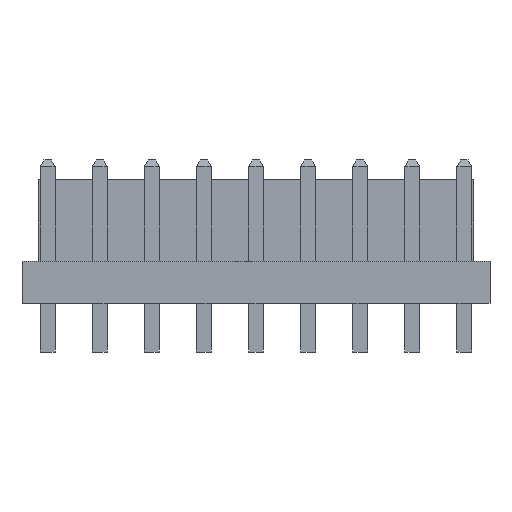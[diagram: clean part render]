
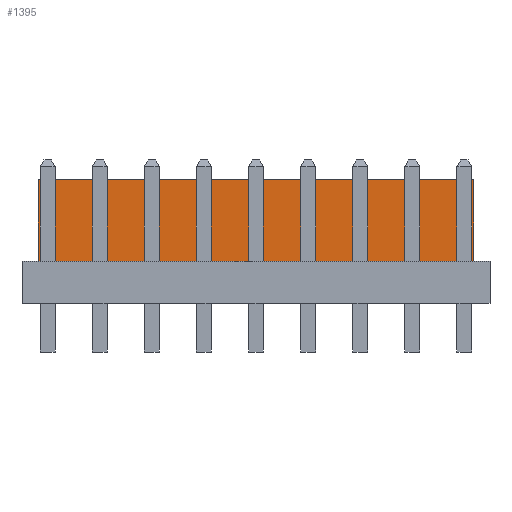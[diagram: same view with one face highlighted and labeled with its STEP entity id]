
A CAD part, front view. The second image highlights one B-rep face of the part: STEP entity #1395.
In plain terms, the highlighted planar face has unit normal (0, -1, 0).
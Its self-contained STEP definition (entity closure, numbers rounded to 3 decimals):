
#376=CARTESIAN_POINT('',(16.54,2.0,9.4));
#377=VERTEX_POINT('',#376);
#394=CARTESIAN_POINT('',(-16.54,2.0,9.4));
#395=VERTEX_POINT('',#394);
#402=CARTESIAN_POINT('',(0.0,2.0,9.4));
#403=DIRECTION('',(-1.0,0.0,0.0));
#404=VECTOR('',#403,1.0);
#405=LINE('',#402,#404);
#406=EDGE_CURVE('n� 1916',#377,#395,#405,.T.);
#1365=CARTESIAN_POINT('',(16.54,2.0,3.2));
#1366=VERTEX_POINT('',#1365);
#1367=CARTESIAN_POINT('',(16.54,2.0,4.7));
#1368=DIRECTION('',(0.,-0.0,1.0));
#1369=VECTOR('',#1368,1.0);
#1370=LINE('',#1367,#1369);
#1371=EDGE_CURVE('n� 1435',#1366,#377,#1370,.T.);
#1372=ORIENTED_EDGE('',*,*,#1371,.T.);
#1373=ORIENTED_EDGE('',*,*,#406,.T.);
#1374=CARTESIAN_POINT('',(-16.54,2.0,3.2));
#1375=VERTEX_POINT('',#1374);
#1376=CARTESIAN_POINT('',(-16.54,2.0,4.7));
#1377=DIRECTION('',(0.,0.0,-1.0));
#1378=VECTOR('',#1377,1.0);
#1379=LINE('',#1376,#1378);
#1380=EDGE_CURVE('n� 1486',#395,#1375,#1379,.T.);
#1381=ORIENTED_EDGE('',*,*,#1380,.T.);
#1382=CARTESIAN_POINT('',(0.0,2.0,3.2));
#1383=DIRECTION('',(-1.0,0.0,0.0));
#1384=VECTOR('',#1383,1.0);
#1385=LINE('',#1382,#1384);
#1386=EDGE_CURVE('n� 1275',#1366,#1375,#1385,.T.);
#1387=ORIENTED_EDGE('',*,*,#1386,.F.);
#1388=EDGE_LOOP('',(#1372,#1373,#1381,#1387));
#1389=FACE_OUTER_BOUND('',#1388,.T.);
#1390=CARTESIAN_POINT('',(-16.54,2.0,9.4));
#1391=DIRECTION('',(0.0,-1.0,-0.0));
#1392=DIRECTION('',(-0.0,0.0,-1.0));
#1393=AXIS2_PLACEMENT_3D('',#1390,#1391,#1392);
#1394=PLANE('',#1393);
#1395=ADVANCED_FACE('n� 1913',(#1389),#1394,.T.);
